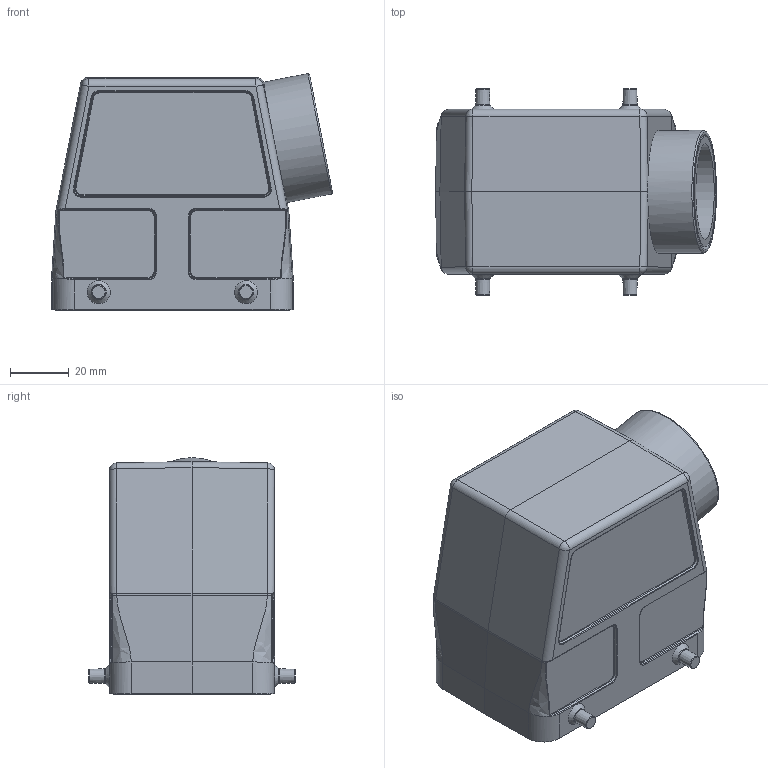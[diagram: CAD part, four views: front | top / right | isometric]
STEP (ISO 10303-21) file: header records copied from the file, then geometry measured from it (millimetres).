
FILE_DESCRIPTION((''),'2;1');
FILE_NAME('05200320562-2.stp','2020-07-07T16:04:41',('e.eickhoff'),(''),'Autodesk Inventor 2012','Autodesk Inventor 2012','');
FILE_SCHEMA(('AUTOMOTIVE_DESIGN { 1 0 10303 214 1 1 1 1 }'));
Length unit declared in the file: millimetre
Products named in the file (3): 05200320562-2; M32-PG29 Adapter
Assembly tree (2 placements, depth 2):
  05200320562-2
    05200320562-2
    M32-PG29 Adapter
Bounding box: 95.32 x 70.2 x 80.33 mm (x, y, z)
Volume: 85128.4 mm3; surface area: 53647.4 mm2
Topology: 2 solids, 2 shells, 546 faces, 1551 edges, 1234 vertices
Faces by surface type: plane 218, cylinder 161, bspline 123, cone 27, torus 13, sphere 4
Full cylindrical faces by diameter (mm): 3 x8, 31.6 x1, 32.5 x1, 37 x1, 37.5 x1, 41.6 x1
Entity records: 21219 total; most frequent: CARTESIAN_POINT 7559, DIRECTION 2650, ORIENTED_EDGE 2516, EDGE_CURVE 1258, AXIS2_PLACEMENT_3D 944, VERTEX_POINT 781, VECTOR 762, LINE 762
